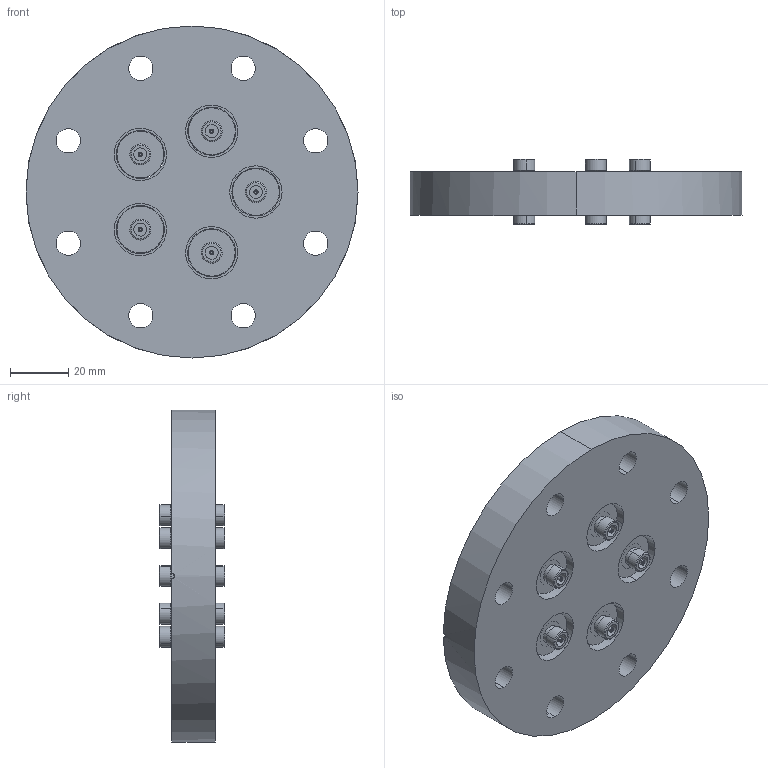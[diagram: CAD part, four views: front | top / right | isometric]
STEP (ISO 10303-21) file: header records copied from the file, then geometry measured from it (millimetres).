
FILE_DESCRIPTION (( 'STEP AP214' ), '1' );
FILE_NAME ('242-SMADF50-C63-5.STEP', '2017-08-04T08:58:27', ( 'allectra' ), ( 'Microsoft' ), 'SwSTEP 2.0', 'SolidWorks 2014', '' );
FILE_SCHEMA (( 'AUTOMOTIVE_DESIGN' ));
Length unit declared in the file: millimetre
Products named in the file (9): 242-SMADF50-C63-5; 9411-C63-16.5-5; 9411-C63-16.5-5_411-CB63; 242-SMADF50
Assembly tree (6 placements, depth 2):
  242-SMADF50-C63-5
    9411-C63-16.5-5_411-CB63
    242-SMADF50  x5
  9411-C63-16.5-5
  242-SMADF50
  242-SMADF50
  242-SMADF50
Bounding box: 114.3 x 22.5 x 114.3 mm (x, y, z)
Volume: 130308 mm3; surface area: 40877.5 mm2
Topology: 16 solids, 16 shells, 305 faces, 640 edges, 412 vertices
Faces by surface type: cylinder 182, plane 79, cone 44
Entity records: 3920 total; most frequent: DIRECTION 618, CARTESIAN_POINT 573, ORIENTED_EDGE 480, AXIS2_PLACEMENT_3D 267, EDGE_CURVE 240, VERTEX_POINT 156, CIRCLE 152, EDGE_LOOP 146
